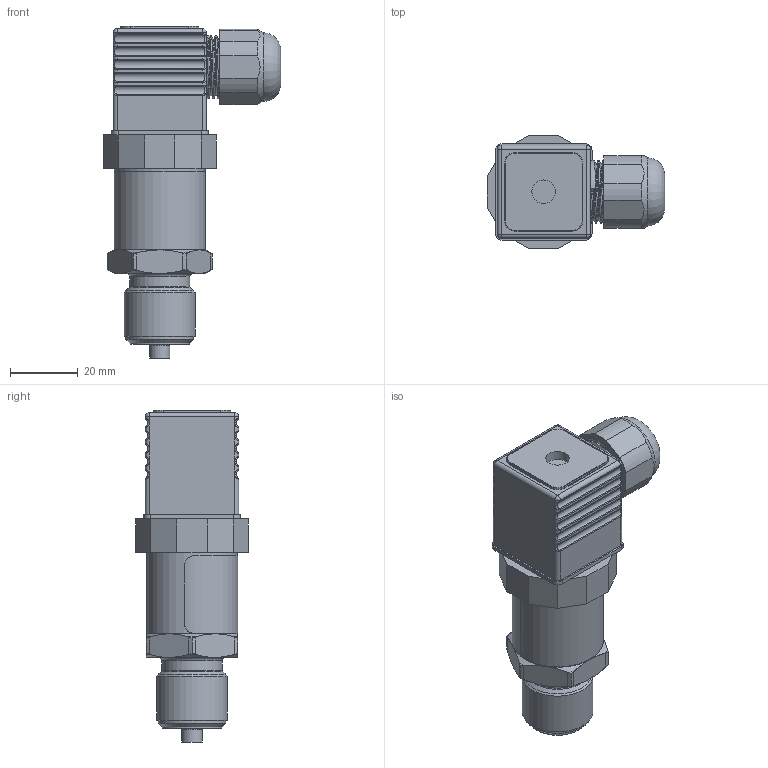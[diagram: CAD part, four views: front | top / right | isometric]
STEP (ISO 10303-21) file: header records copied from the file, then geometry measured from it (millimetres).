
FILE_DESCRIPTION(('STEP AP214'), '1');
FILE_NAME('狦100-311', '', ('UNSPECIFIED'), ('UNSPECIFIED'), 'ASCON STEP Converter 1.6', 'ASCON Math Kernel', '');
FILE_SCHEMA(('AUTOMOTIVE_DESIGN { 1 0 10303 214 3 1 1}'));
Length unit declared in the file: millimetre
Products named in the file (17): ﾊﾓﾂﾔ.406233.101-ﾕ-1311ﾑﾁ; ﾊﾓﾂﾔ.301152.320.1212-ﾕﾑﾁ; 弝謹.713541.430.2219; 弝謹.715141.430.2221; 弝謹.713567.430.2354; ÊÓÂÔ.301152.320.1175ÑÁ (Âèëêà ñ ðàçúåìîì); 暑朦鲱 箫腩蝽栩咫铄; Board; Free-Models; DO-219AB_SMF; 1210(3225); ÊÓÔÂ.754521.420.826 (Êðûøêà ðåçüáîâàÿ)
Assembly tree (17 placements, depth 5):
  ﾊﾓﾂﾔ.406233.101-ﾕ-1311ﾑﾁ
    ﾊﾓﾂﾔ.301152.320.1212-ﾕﾑﾁ
      弝謹.713541.430.2219
      弝謹.715141.430.2221
      弝謹.713567.430.2354
    (unnamed)
    (unnamed)
      ÊÓÂÔ.301152.320.1175ÑÁ (Âèëêà ñ ðàçúåìîì)
      暑朦鲱 箫腩蝽栩咫铄
      (unnamed)
        Board
        Free-Models
          DO-219AB_SMF
          1210(3225)  x2
    ÊÓÔÂ.754521.420.826 (Êðûøêà ðåçüáîâàÿ)
    (unnamed)
    (unnamed)
Bounding box: 52.5 x 33.4 x 98.2 mm (x, y, z)
Volume: 66270.8 mm3; surface area: 34806.7 mm2
Topology: 15 solids, 15 shells, 704 faces, 1655 edges, 1014 vertices
Faces by surface type: plane 292, cylinder 206, bspline 86, cone 50, torus 42, sphere 28
Full cylindrical faces by diameter (mm): 2 x1, 2.5 x1, 3 x1, 3.3 x2, 5.2 x1, 6 x2, 7 x1, 7.2 x1, 7.8 x1, 11 x1, 16.4 x1, 17.5 x1, 17.8 x2, 18 x1, 18.3 x1, 18.5 x1, 18.6 x1, 19.1 x1, 19.8 x1, 20 x1, 20.955 x1, 21 x1, 21.8 x3, 22 x1, 23 x3, 24.5 x5, 24.917 x1, 25.376 x1, 25.38 x1, 26 x2
Entity records: 34699 total; most frequent: CARTESIAN_POINT 14259, ORIENTED_EDGE 2882, DIRECTION 2754, EDGE_CURVE 1441, AXIS2_PLACEMENT_3D 1000, VERTEX_POINT 953, EDGE_LOOP 818, LINE 754
